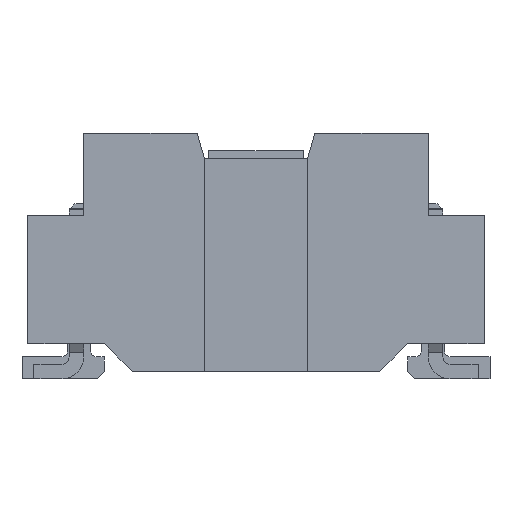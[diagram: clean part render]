
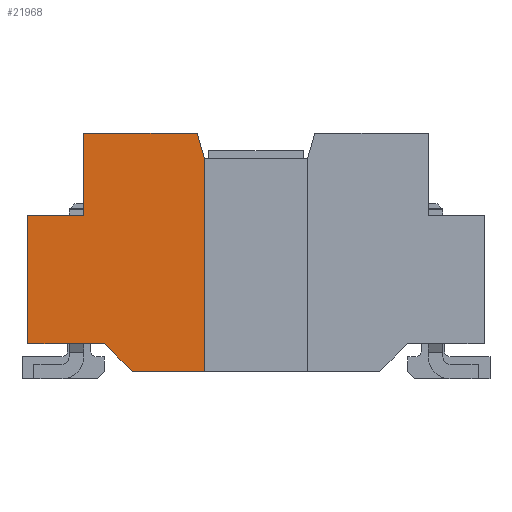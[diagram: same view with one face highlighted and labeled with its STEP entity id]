
A CAD part, front view. The second image highlights one B-rep face of the part: STEP entity #21968.
In plain terms, the highlighted planar face has unit normal (0, -1, 0).
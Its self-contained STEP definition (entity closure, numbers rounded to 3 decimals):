
#2074=FACE_OUTER_BOUND('',#3318,.T.);
#3318=EDGE_LOOP('',(#18910,#18911,#18912,#18913,#18914,#18915,#18916,#18917,
#18918));
#4806=LINE('',#36232,#7262);
#5444=LINE('',#37687,#7900);
#5448=LINE('',#37695,#7904);
#5460=LINE('',#37727,#7916);
#5515=LINE('',#37846,#7971);
#5516=LINE('',#37848,#7972);
#5517=LINE('',#37851,#7973);
#5518=LINE('',#37852,#7974);
#5519=LINE('',#37853,#7975);
#7262=VECTOR('',#27167,0.49);
#7900=VECTOR('',#28463,0.77);
#7904=VECTOR('',#28469,0.56);
#7916=VECTOR('',#28491,0.38);
#7971=VECTOR('',#28598,0.52);
#7972=VECTOR('',#28601,0.87);
#7973=VECTOR('',#28604,1.45);
#7974=VECTOR('',#28605,0.177);
#7975=VECTOR('',#28606,0.269);
#9763=VERTEX_POINT('',#36229);
#9764=VERTEX_POINT('',#36231);
#10251=VERTEX_POINT('',#37684);
#10252=VERTEX_POINT('',#37686);
#10255=VERTEX_POINT('',#37693);
#10270=VERTEX_POINT('',#37725);
#10305=VERTEX_POINT('',#37836);
#10308=VERTEX_POINT('',#37844);
#10309=VERTEX_POINT('',#37850);
#12470=EDGE_CURVE('',#9764,#9763,#4806,.T.);
#13188=EDGE_CURVE('',#10252,#10251,#5444,.T.);
#13192=EDGE_CURVE('',#10255,#10251,#5448,.T.);
#13208=EDGE_CURVE('',#10255,#10270,#5460,.T.);
#13269=EDGE_CURVE('',#10308,#10305,#5515,.T.);
#13270=EDGE_CURVE('',#10305,#10270,#5516,.T.);
#13271=EDGE_CURVE('',#9763,#10309,#5517,.T.);
#13272=EDGE_CURVE('',#10309,#10252,#5518,.T.);
#13273=EDGE_CURVE('',#10308,#9764,#5519,.T.);
#18910=ORIENTED_EDGE('',*,*,#13271,.T.);
#18911=ORIENTED_EDGE('',*,*,#13272,.T.);
#18912=ORIENTED_EDGE('',*,*,#13188,.T.);
#18913=ORIENTED_EDGE('',*,*,#13192,.F.);
#18914=ORIENTED_EDGE('',*,*,#13208,.T.);
#18915=ORIENTED_EDGE('',*,*,#13270,.F.);
#18916=ORIENTED_EDGE('',*,*,#13269,.F.);
#18917=ORIENTED_EDGE('',*,*,#13273,.T.);
#18918=ORIENTED_EDGE('',*,*,#12470,.T.);
#20865=PLANE('',#23603);
#21968=ADVANCED_FACE('',(#2074),#20865,.F.);
#23603=AXIS2_PLACEMENT_3D('',#37849,#28602,#28603);
#27167=DIRECTION('',(1.,0.,0.));
#28463=DIRECTION('',(-1.,0.,0.));
#28469=DIRECTION('',(0.,0.,1.));
#28491=DIRECTION('',(-1.,0.,0.));
#28598=DIRECTION('',(-1.,0.,0.));
#28601=DIRECTION('',(0.,0.,1.));
#28602=DIRECTION('center_axis',(0.,1.,0.));
#28603=DIRECTION('ref_axis',(0.,0.,1.));
#28604=DIRECTION('',(0.,0.,1.));
#28605=DIRECTION('',(-0.282,0.,0.959));
#28606=DIRECTION('',(0.707,0.,-0.707));
#36229=CARTESIAN_POINT('',(-0.35,-6.405,-0.785));
#36231=CARTESIAN_POINT('',(-0.84,-6.405,-0.785));
#36232=CARTESIAN_POINT('',(-0.84,-6.405,-0.785));
#37684=CARTESIAN_POINT('',(-1.17,-6.405,0.835));
#37686=CARTESIAN_POINT('',(-0.4,-6.405,0.835));
#37687=CARTESIAN_POINT('',(-0.4,-6.405,0.835));
#37693=CARTESIAN_POINT('',(-1.17,-6.405,0.275));
#37695=CARTESIAN_POINT('',(-1.17,-6.405,0.275));
#37725=CARTESIAN_POINT('',(-1.55,-6.405,0.275));
#37727=CARTESIAN_POINT('',(-1.17,-6.405,0.275));
#37836=CARTESIAN_POINT('',(-1.55,-6.405,-0.595));
#37844=CARTESIAN_POINT('',(-1.03,-6.405,-0.595));
#37846=CARTESIAN_POINT('',(-1.03,-6.405,-0.595));
#37848=CARTESIAN_POINT('',(-1.55,-6.405,-0.595));
#37849=CARTESIAN_POINT('Origin',(0.,-6.405,-0.835));
#37850=CARTESIAN_POINT('',(-0.35,-6.405,0.665));
#37851=CARTESIAN_POINT('',(-0.35,-6.405,-0.785));
#37852=CARTESIAN_POINT('',(-0.35,-6.405,0.665));
#37853=CARTESIAN_POINT('',(-1.03,-6.405,-0.595));
